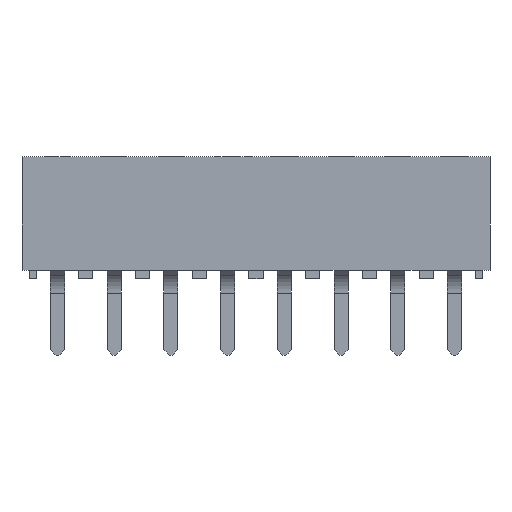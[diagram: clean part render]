
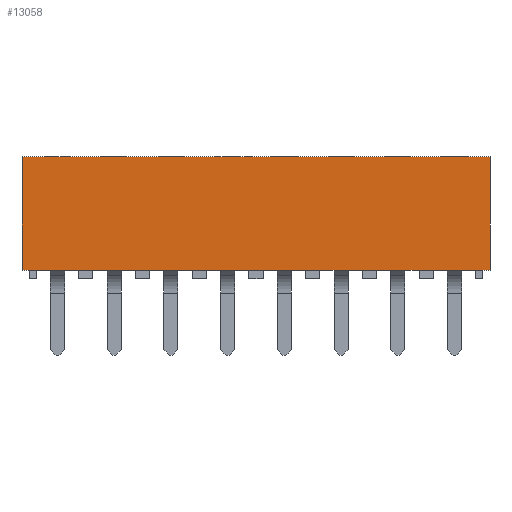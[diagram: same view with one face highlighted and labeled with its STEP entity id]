
A CAD part, front view. The second image highlights one B-rep face of the part: STEP entity #13058.
In plain terms, the highlighted planar face has unit normal (0, -1, 0).
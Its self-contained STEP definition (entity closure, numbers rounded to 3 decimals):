
#4148=ORIENTED_EDGE('',*,*,#6352,.T.);
#4149=ORIENTED_EDGE('',*,*,#6347,.T.);
#4150=ORIENTED_EDGE('',*,*,#6349,.T.);
#4151=ORIENTED_EDGE('',*,*,#6338,.T.);
#6338=EDGE_CURVE('',#7658,#7657,#8970,.T.);
#6347=EDGE_CURVE('',#7664,#7666,#8979,.T.);
#6349=EDGE_CURVE('',#7666,#7658,#8981,.T.);
#6352=EDGE_CURVE('',#7657,#7664,#8984,.T.);
#7657=VERTEX_POINT('',#21923);
#7658=VERTEX_POINT('',#21925);
#7664=VERTEX_POINT('',#21939);
#7666=VERTEX_POINT('',#21943);
#8970=LINE('',#21924,#10370);
#8979=LINE('',#21944,#10379);
#8981=LINE('',#21947,#10381);
#8984=LINE('',#21952,#10384);
#10370=VECTOR('',#17620,1000.);
#10379=VECTOR('',#17633,1000.);
#10381=VECTOR('',#17637,1000.);
#10384=VECTOR('',#17644,1000.);
#11191=EDGE_LOOP('',(#4148,#4149,#4150,#4151));
#11907=FACE_BOUND('',#11191,.T.);
#12359=PLANE('',#14261);
#13058=ADVANCED_FACE('',(#11907),#12359,.T.);
#14261=AXIS2_PLACEMENT_3D('',#21951,#17642,#17643);
#17620=DIRECTION('',(0.,0.,-1.));
#17633=DIRECTION('',(0.,0.,1.));
#17637=DIRECTION('',(-1.,0.,0.));
#17642=DIRECTION('',(0.,-1.,0.));
#17643=DIRECTION('',(0.,0.,-1.));
#17644=DIRECTION('',(1.,0.,0.));
#21923=CARTESIAN_POINT('',(-8.25,-1.25,-1.85));
#21924=CARTESIAN_POINT('',(-8.25,-1.25,2.15));
#21925=CARTESIAN_POINT('',(-8.25,-1.25,2.15));
#21939=CARTESIAN_POINT('',(8.25,-1.25,-1.85));
#21943=CARTESIAN_POINT('',(8.25,-1.25,2.15));
#21944=CARTESIAN_POINT('',(8.25,-1.25,-2.15));
#21947=CARTESIAN_POINT('',(8.25,-1.25,2.15));
#21951=CARTESIAN_POINT('',(0.,-1.25,0.));
#21952=CARTESIAN_POINT('',(0.,-1.25,-1.85));
